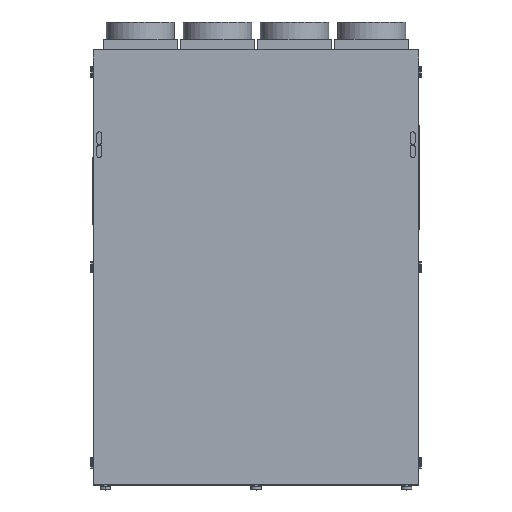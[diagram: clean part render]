
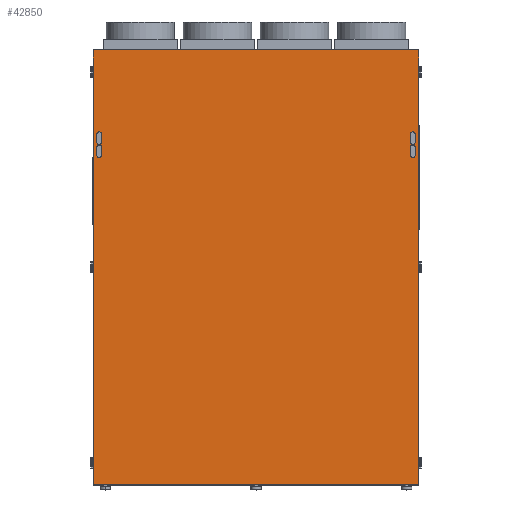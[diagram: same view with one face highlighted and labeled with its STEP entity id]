
A CAD part, top view. The second image highlights one B-rep face of the part: STEP entity #42850.
In plain terms, the highlighted planar face has unit normal (0, 0, 1).
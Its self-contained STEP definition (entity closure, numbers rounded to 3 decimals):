
#9230=CARTESIAN_POINT('',(749.5,999.,42.));
#9240=VERTEX_POINT('',#9230);
#9290=CARTESIAN_POINT('',(-749.5,999.,42.));
#9300=DIRECTION('',(1.,0.,0.));
#9310=VECTOR('',#9300,1.);
#9320=LINE('',#9290,#9310);
#9330=CARTESIAN_POINT('',(-749.5,999.,42.));
#9340=VERTEX_POINT('',#9330);
#9350=EDGE_CURVE('',#9340,#9240,#9320,.T.);
#22730=CARTESIAN_POINT('',(749.5,-1002.,42.));
#22740=VERTEX_POINT('',#22730);
#22820=CARTESIAN_POINT('',(-749.5,-1002.,42.));
#22830=VERTEX_POINT('',#22820);
#22860=CARTESIAN_POINT('',(0.,-1002.,42.));
#22870=DIRECTION('',(1.,0.,0.));
#22880=VECTOR('',#22870,1.);
#22890=LINE('',#22860,#22880);
#22900=EDGE_CURVE('',#22830,#22740,#22890,.T.);
#39490=CARTESIAN_POINT('',(749.5,0.,42.));
#39500=DIRECTION('',(0.,-1.,0.));
#39510=VECTOR('',#39500,1.);
#39520=LINE('',#39490,#39510);
#39530=EDGE_CURVE('',#9240,#22740,#39520,.T.);
#41250=CARTESIAN_POINT('',(749.5,999.,42.));
#41260=DIRECTION('',(0.,0.,-1.));
#41270=DIRECTION('',(1.,0.,0.));
#41280=AXIS2_PLACEMENT_3D('',#41250,#41260,#41270);
#41290=PLANE('',#41280);
#41300=ORIENTED_EDGE('',*,*,#9350,.F.);
#41310=ORIENTED_EDGE('',*,*,#39530,.F.);
#41320=ORIENTED_EDGE('',*,*,#22900,.T.);
#41330=CARTESIAN_POINT('',(-749.5,0.,42.));
#41340=DIRECTION('',(0.,-1.,0.));
#41350=VECTOR('',#41340,1.);
#41360=LINE('',#41330,#41350);
#41370=EDGE_CURVE('',#9340,#22830,#41360,.T.);
#41380=ORIENTED_EDGE('',*,*,#41370,.T.);
#41390=EDGE_LOOP('',(#41380,#41320,#41310,#41300));
#41400=FACE_OUTER_BOUND('',#41390,.T.);
#41410=CARTESIAN_POINT('',(721.5,550.306,42.));
#41420=DIRECTION('',(0.,0.,-1.));
#41430=DIRECTION('',(0.,1.,0.));
#41440=AXIS2_PLACEMENT_3D('',#41410,#41420,#41430);
#41450=CIRCLE('',#41440,11.5);
#41460=CARTESIAN_POINT('',(710.,550.306,42.));
#41470=VERTEX_POINT('',#41460);
#41480=CARTESIAN_POINT('',(733.,550.306,42.));
#41490=VERTEX_POINT('',#41480);
#41500=EDGE_CURVE('',#41470,#41490,#41450,.T.);
#41510=ORIENTED_EDGE('',*,*,#41500,.T.);
#41520=CARTESIAN_POINT('',(710.,0.,42.));
#41530=DIRECTION('',(0.,1.,0.));
#41540=VECTOR('',#41530,1.);
#41550=LINE('',#41520,#41540);
#41560=CARTESIAN_POINT('',(710.,516.306,42.));
#41570=VERTEX_POINT('',#41560);
#41580=EDGE_CURVE('',#41570,#41470,#41550,.T.);
#41590=ORIENTED_EDGE('',*,*,#41580,.T.);
#41600=CARTESIAN_POINT('',(721.5,516.306,42.));
#41610=DIRECTION('',(0.,0.,-1.));
#41620=DIRECTION('',(0.,1.,0.));
#41630=AXIS2_PLACEMENT_3D('',#41600,#41610,#41620);
#41640=CIRCLE('',#41630,11.5);
#41650=CARTESIAN_POINT('',(733.,516.306,42.));
#41660=VERTEX_POINT('',#41650);
#41670=EDGE_CURVE('',#41660,#41570,#41640,.T.);
#41680=ORIENTED_EDGE('',*,*,#41670,.T.);
#41690=CARTESIAN_POINT('',(733.,0.,42.));
#41700=DIRECTION('',(0.,-1.,0.));
#41710=VECTOR('',#41700,1.);
#41720=LINE('',#41690,#41710);
#41730=EDGE_CURVE('',#41490,#41660,#41720,.T.);
#41740=ORIENTED_EDGE('',*,*,#41730,.T.);
#41750=EDGE_LOOP('',(#41740,#41680,#41590,#41510));
#41760=FACE_BOUND('',#41750,.T.);
#41770=CARTESIAN_POINT('',(733.,0.,42.));
#41780=DIRECTION('',(0.,-1.,0.));
#41790=VECTOR('',#41780,1.);
#41800=LINE('',#41770,#41790);
#41810=CARTESIAN_POINT('',(733.,610.306,42.));
#41820=VERTEX_POINT('',#41810);
#41830=CARTESIAN_POINT('',(733.,576.306,42.));
#41840=VERTEX_POINT('',#41830);
#41850=EDGE_CURVE('',#41820,#41840,#41800,.T.);
#41860=ORIENTED_EDGE('',*,*,#41850,.T.);
#41870=CARTESIAN_POINT('',(721.5,610.306,42.));
#41880=DIRECTION('',(0.,0.,-1.));
#41890=DIRECTION('',(0.,1.,0.));
#41900=AXIS2_PLACEMENT_3D('',#41870,#41880,#41890);
#41910=CIRCLE('',#41900,11.5);
#41920=CARTESIAN_POINT('',(710.,610.306,42.));
#41930=VERTEX_POINT('',#41920);
#41940=EDGE_CURVE('',#41930,#41820,#41910,.T.);
#41950=ORIENTED_EDGE('',*,*,#41940,.T.);
#41960=CARTESIAN_POINT('',(710.,0.,42.));
#41970=DIRECTION('',(0.,1.,0.));
#41980=VECTOR('',#41970,1.);
#41990=LINE('',#41960,#41980);
#42000=CARTESIAN_POINT('',(710.,576.306,42.));
#42010=VERTEX_POINT('',#42000);
#42020=EDGE_CURVE('',#42010,#41930,#41990,.T.);
#42030=ORIENTED_EDGE('',*,*,#42020,.T.);
#42040=CARTESIAN_POINT('',(721.5,576.306,42.));
#42050=DIRECTION('',(0.,0.,-1.));
#42060=DIRECTION('',(0.,1.,0.));
#42070=AXIS2_PLACEMENT_3D('',#42040,#42050,#42060);
#42080=CIRCLE('',#42070,11.5);
#42090=EDGE_CURVE('',#41840,#42010,#42080,.T.);
#42100=ORIENTED_EDGE('',*,*,#42090,.T.);
#42110=EDGE_LOOP('',(#42100,#42030,#41950,#41860));
#42120=FACE_BOUND('',#42110,.T.);
#42130=CARTESIAN_POINT('',(-721.5,576.306,42.));
#42140=DIRECTION('',(0.,0.,-1.));
#42150=DIRECTION('',(0.,1.,0.));
#42160=AXIS2_PLACEMENT_3D('',#42130,#42140,#42150);
#42170=CIRCLE('',#42160,11.5);
#42180=CARTESIAN_POINT('',(-710.,576.306,42.));
#42190=VERTEX_POINT('',#42180);
#42200=CARTESIAN_POINT('',(-733.,576.306,42.));
#42210=VERTEX_POINT('',#42200);
#42220=EDGE_CURVE('',#42190,#42210,#42170,.T.);
#42230=ORIENTED_EDGE('',*,*,#42220,.T.);
#42240=CARTESIAN_POINT('',(-710.,0.,42.));
#42250=DIRECTION('',(0.,-1.,0.));
#42260=VECTOR('',#42250,1.);
#42270=LINE('',#42240,#42260);
#42280=CARTESIAN_POINT('',(-710.,610.306,42.));
#42290=VERTEX_POINT('',#42280);
#42300=EDGE_CURVE('',#42290,#42190,#42270,.T.);
#42310=ORIENTED_EDGE('',*,*,#42300,.T.);
#42320=CARTESIAN_POINT('',(-721.5,610.306,42.));
#42330=DIRECTION('',(0.,0.,-1.));
#42340=DIRECTION('',(0.,1.,0.));
#42350=AXIS2_PLACEMENT_3D('',#42320,#42330,#42340);
#42360=CIRCLE('',#42350,11.5);
#42370=CARTESIAN_POINT('',(-733.,610.306,42.));
#42380=VERTEX_POINT('',#42370);
#42390=EDGE_CURVE('',#42380,#42290,#42360,.T.);
#42400=ORIENTED_EDGE('',*,*,#42390,.T.);
#42410=CARTESIAN_POINT('',(-733.,0.,42.));
#42420=DIRECTION('',(0.,1.,0.));
#42430=VECTOR('',#42420,1.);
#42440=LINE('',#42410,#42430);
#42450=EDGE_CURVE('',#42210,#42380,#42440,.T.);
#42460=ORIENTED_EDGE('',*,*,#42450,.T.);
#42470=EDGE_LOOP('',(#42460,#42400,#42310,#42230));
#42480=FACE_BOUND('',#42470,.T.);
#42490=CARTESIAN_POINT('',(-733.,0.,42.));
#42500=DIRECTION('',(0.,1.,0.));
#42510=VECTOR('',#42500,1.);
#42520=LINE('',#42490,#42510);
#42530=CARTESIAN_POINT('',(-733.,516.306,42.));
#42540=VERTEX_POINT('',#42530);
#42550=CARTESIAN_POINT('',(-733.,550.306,42.));
#42560=VERTEX_POINT('',#42550);
#42570=EDGE_CURVE('',#42540,#42560,#42520,.T.);
#42580=ORIENTED_EDGE('',*,*,#42570,.T.);
#42590=CARTESIAN_POINT('',(-721.5,516.306,42.));
#42600=DIRECTION('',(0.,0.,-1.));
#42610=DIRECTION('',(0.,1.,0.));
#42620=AXIS2_PLACEMENT_3D('',#42590,#42600,#42610);
#42630=CIRCLE('',#42620,11.5);
#42640=CARTESIAN_POINT('',(-710.,516.306,42.));
#42650=VERTEX_POINT('',#42640);
#42660=EDGE_CURVE('',#42650,#42540,#42630,.T.);
#42670=ORIENTED_EDGE('',*,*,#42660,.T.);
#42680=CARTESIAN_POINT('',(-710.,0.,42.));
#42690=DIRECTION('',(0.,-1.,0.));
#42700=VECTOR('',#42690,1.);
#42710=LINE('',#42680,#42700);
#42720=CARTESIAN_POINT('',(-710.,550.306,42.));
#42730=VERTEX_POINT('',#42720);
#42740=EDGE_CURVE('',#42730,#42650,#42710,.T.);
#42750=ORIENTED_EDGE('',*,*,#42740,.T.);
#42760=CARTESIAN_POINT('',(-721.5,550.306,42.));
#42770=DIRECTION('',(0.,0.,-1.));
#42780=DIRECTION('',(0.,1.,0.));
#42790=AXIS2_PLACEMENT_3D('',#42760,#42770,#42780);
#42800=CIRCLE('',#42790,11.5);
#42810=EDGE_CURVE('',#42560,#42730,#42800,.T.);
#42820=ORIENTED_EDGE('',*,*,#42810,.T.);
#42830=EDGE_LOOP('',(#42820,#42750,#42670,#42580));
#42840=FACE_BOUND('',#42830,.T.);
#42850=ADVANCED_FACE('',(#41400,#41760,#42120,#42480,#42840),#41290,.F.)
;
